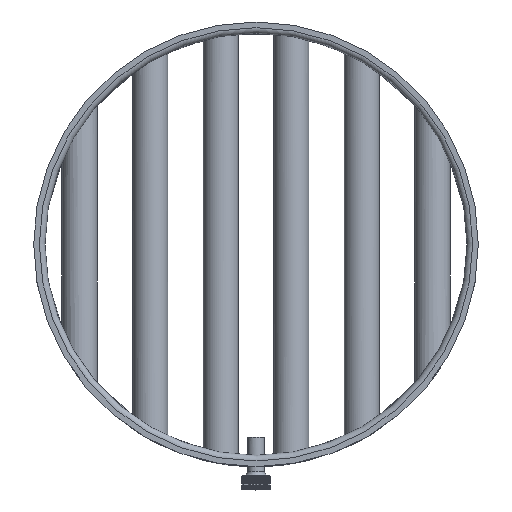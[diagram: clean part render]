
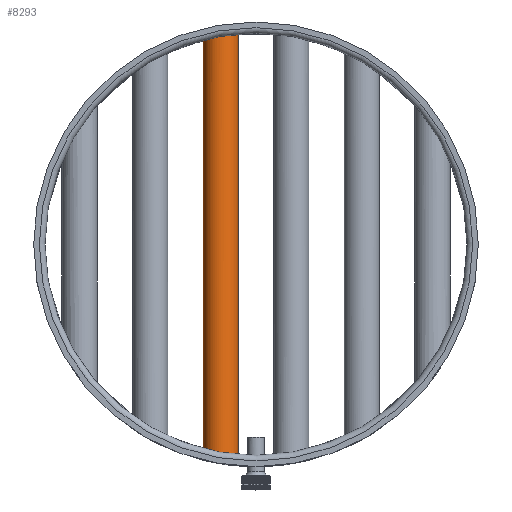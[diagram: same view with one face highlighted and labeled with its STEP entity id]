
A CAD part, top view. The second image highlights one B-rep face of the part: STEP entity #8293.
In plain terms, the highlighted cylindrical face has radius 12.5 mm (diameter 25 mm), a full revolution.
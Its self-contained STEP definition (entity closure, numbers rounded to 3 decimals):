
#77=B_SPLINE_CURVE_WITH_KNOTS('',3,(#13727,#13728,#13729,#13730,#13731,
#13732,#13733,#13734,#13735,#13736,#13737,#13738,#13739,#13740,#13741,#13742,
#13743,#13744,#13745,#13746,#13747,#13748,#13749,#13750,#13751,#13752,#13753,
#13754,#13755,#13756,#13757,#13758,#13759,#13760),.UNSPECIFIED.,.T.,.F.,
(4,2,2,2,2,2,2,2,2,2,2,2,2,2,2,2,4),(0.,0.47,0.941,
1.417,1.892,2.373,2.854,3.325,
3.796,4.267,4.738,5.219,5.7,
6.175,6.649,7.121,7.592),
 .UNSPECIFIED.);
#78=B_SPLINE_CURVE_WITH_KNOTS('',3,(#13762,#13763,#13764,#13765,#13766,
#13767,#13768,#13769,#13770,#13771,#13772,#13773,#13774,#13775,#13776,#13777,
#13778,#13779,#13780,#13781,#13782,#13783,#13784,#13785,#13786,#13787,#13788,
#13789,#13790,#13791,#13792,#13793,#13794,#13795),.UNSPECIFIED.,.T.,.F.,
(4,2,2,2,2,2,2,2,2,2,2,2,2,2,2,2,4),(0.,0.471,0.943,
1.417,1.892,2.373,2.854,3.325,
3.796,4.267,4.738,5.219,5.7,
6.175,6.651,7.121,7.592),
 .UNSPECIFIED.);
#1174=FACE_OUTER_BOUND('',#1679,.T.);
#1679=EDGE_LOOP('',(#6592,#6593,#6594,#6595));
#2136=LINE('',#17188,#2508);
#2508=VECTOR('',#10486,12.5);
#3403=VERTEX_POINT('',#13726);
#3404=VERTEX_POINT('',#13761);
#4440=EDGE_CURVE('',#3403,#3403,#77,.T.);
#4441=EDGE_CURVE('',#3404,#3404,#78,.T.);
#4614=EDGE_CURVE('',#3403,#3404,#2136,.T.);
#6592=ORIENTED_EDGE('',*,*,#4440,.F.);
#6593=ORIENTED_EDGE('',*,*,#4614,.T.);
#6594=ORIENTED_EDGE('',*,*,#4441,.F.);
#6595=ORIENTED_EDGE('',*,*,#4614,.F.);
#7479=CYLINDRICAL_SURFACE('',#8968,12.5);
#8293=ADVANCED_FACE('',(#1174),#7479,.T.);
#8968=AXIS2_PLACEMENT_3D('',#17187,#10484,#10485);
#10484=DIRECTION('center_axis',(0.,1.,0.));
#10485=DIRECTION('ref_axis',(-1.,0.,0.));
#10486=DIRECTION('',(0.,-1.,0.));
#13726=CARTESIAN_POINT('',(-12.5,148.977,0.));
#13727=CARTESIAN_POINT('Ctrl Pts',(-12.5,148.977,0.));
#13728=CARTESIAN_POINT('Ctrl Pts',(-12.5,148.977,-1.568));
#13729=CARTESIAN_POINT('Ctrl Pts',(-12.813,148.951,-3.241));
#13730=CARTESIAN_POINT('Ctrl Pts',(-14.086,148.836,-6.316));
#13731=CARTESIAN_POINT('Ctrl Pts',(-15.045,148.745,-7.719));
#13732=CARTESIAN_POINT('Ctrl Pts',(-17.265,148.504,-9.946));
#13733=CARTESIAN_POINT('Ctrl Pts',(-18.678,148.337,-10.912));
#13734=CARTESIAN_POINT('Ctrl Pts',(-21.764,147.916,-12.189));
#13735=CARTESIAN_POINT('Ctrl Pts',(-23.437,147.66,-12.5));
#13736=CARTESIAN_POINT('Ctrl Pts',(-26.58,147.127,-12.5));
#13737=CARTESIAN_POINT('Ctrl Pts',(-28.262,146.813,-12.182));
#13738=CARTESIAN_POINT('Ctrl Pts',(-31.353,146.184,-10.895));
#13739=CARTESIAN_POINT('Ctrl Pts',(-32.762,145.87,-9.925));
#13740=CARTESIAN_POINT('Ctrl Pts',(-34.967,145.358,-7.701));
#13741=CARTESIAN_POINT('Ctrl Pts',(-35.919,145.122,-6.306));
#13742=CARTESIAN_POINT('Ctrl Pts',(-37.186,144.803,-3.241));
#13743=CARTESIAN_POINT('Ctrl Pts',(-37.5,144.72,-1.57));
#13744=CARTESIAN_POINT('Ctrl Pts',(-37.5,144.72,1.57));
#13745=CARTESIAN_POINT('Ctrl Pts',(-37.186,144.803,3.241));
#13746=CARTESIAN_POINT('Ctrl Pts',(-35.919,145.122,6.306));
#13747=CARTESIAN_POINT('Ctrl Pts',(-34.967,145.358,7.701));
#13748=CARTESIAN_POINT('Ctrl Pts',(-32.762,145.87,9.925));
#13749=CARTESIAN_POINT('Ctrl Pts',(-31.353,146.184,10.895));
#13750=CARTESIAN_POINT('Ctrl Pts',(-28.262,146.813,12.182));
#13751=CARTESIAN_POINT('Ctrl Pts',(-26.58,147.127,12.5));
#13752=CARTESIAN_POINT('Ctrl Pts',(-23.44,147.659,12.5));
#13753=CARTESIAN_POINT('Ctrl Pts',(-21.77,147.915,12.19));
#13754=CARTESIAN_POINT('Ctrl Pts',(-18.688,148.336,10.917));
#13755=CARTESIAN_POINT('Ctrl Pts',(-17.277,148.503,9.954));
#13756=CARTESIAN_POINT('Ctrl Pts',(-15.053,148.744,7.731));
#13757=CARTESIAN_POINT('Ctrl Pts',(-14.091,148.836,6.327));
#13758=CARTESIAN_POINT('Ctrl Pts',(-12.814,148.951,3.247));
#13759=CARTESIAN_POINT('Ctrl Pts',(-12.5,148.977,1.571));
#13760=CARTESIAN_POINT('Ctrl Pts',(-12.5,148.977,0.));
#13761=CARTESIAN_POINT('',(-12.5,-148.977,0.));
#13762=CARTESIAN_POINT('Ctrl Pts',(-12.5,-148.977,
0.));
#13763=CARTESIAN_POINT('Ctrl Pts',(-12.5,-148.977,
1.571));
#13764=CARTESIAN_POINT('Ctrl Pts',(-12.814,-148.951,3.247));
#13765=CARTESIAN_POINT('Ctrl Pts',(-14.091,-148.836,
6.327));
#13766=CARTESIAN_POINT('Ctrl Pts',(-15.053,-148.744,7.731));
#13767=CARTESIAN_POINT('Ctrl Pts',(-17.277,-148.503,
9.954));
#13768=CARTESIAN_POINT('Ctrl Pts',(-18.688,-148.336,
10.917));
#13769=CARTESIAN_POINT('Ctrl Pts',(-21.77,-147.915,
12.19));
#13770=CARTESIAN_POINT('Ctrl Pts',(-23.44,-147.659,12.5));
#13771=CARTESIAN_POINT('Ctrl Pts',(-26.58,-147.127,
12.5));
#13772=CARTESIAN_POINT('Ctrl Pts',(-28.262,-146.813,12.182));
#13773=CARTESIAN_POINT('Ctrl Pts',(-31.353,-146.184,
10.895));
#13774=CARTESIAN_POINT('Ctrl Pts',(-32.762,-145.87,
9.925));
#13775=CARTESIAN_POINT('Ctrl Pts',(-34.967,-145.358,
7.701));
#13776=CARTESIAN_POINT('Ctrl Pts',(-35.919,-145.122,
6.306));
#13777=CARTESIAN_POINT('Ctrl Pts',(-37.186,-144.803,
3.241));
#13778=CARTESIAN_POINT('Ctrl Pts',(-37.5,-144.72,
1.57));
#13779=CARTESIAN_POINT('Ctrl Pts',(-37.5,-144.72,
-1.57));
#13780=CARTESIAN_POINT('Ctrl Pts',(-37.186,-144.803,
-3.241));
#13781=CARTESIAN_POINT('Ctrl Pts',(-35.919,-145.122,
-6.306));
#13782=CARTESIAN_POINT('Ctrl Pts',(-34.967,-145.358,
-7.701));
#13783=CARTESIAN_POINT('Ctrl Pts',(-32.762,-145.87,
-9.925));
#13784=CARTESIAN_POINT('Ctrl Pts',(-31.353,-146.184,
-10.895));
#13785=CARTESIAN_POINT('Ctrl Pts',(-28.262,-146.813,-12.182));
#13786=CARTESIAN_POINT('Ctrl Pts',(-26.58,-147.127,
-12.5));
#13787=CARTESIAN_POINT('Ctrl Pts',(-23.437,-147.66,
-12.5));
#13788=CARTESIAN_POINT('Ctrl Pts',(-21.764,-147.916,
-12.189));
#13789=CARTESIAN_POINT('Ctrl Pts',(-18.678,-148.337,
-10.912));
#13790=CARTESIAN_POINT('Ctrl Pts',(-17.265,-148.504,
-9.946));
#13791=CARTESIAN_POINT('Ctrl Pts',(-15.045,-148.745,-7.719));
#13792=CARTESIAN_POINT('Ctrl Pts',(-14.086,-148.836,-6.316));
#13793=CARTESIAN_POINT('Ctrl Pts',(-12.813,-148.951,
-3.241));
#13794=CARTESIAN_POINT('Ctrl Pts',(-12.5,-148.977,
-1.568));
#13795=CARTESIAN_POINT('Ctrl Pts',(-12.5,-148.977,
0.));
#17187=CARTESIAN_POINT('Origin',(-25.,-154.,0.));
#17188=CARTESIAN_POINT('',(-12.5,-154.,0.));
